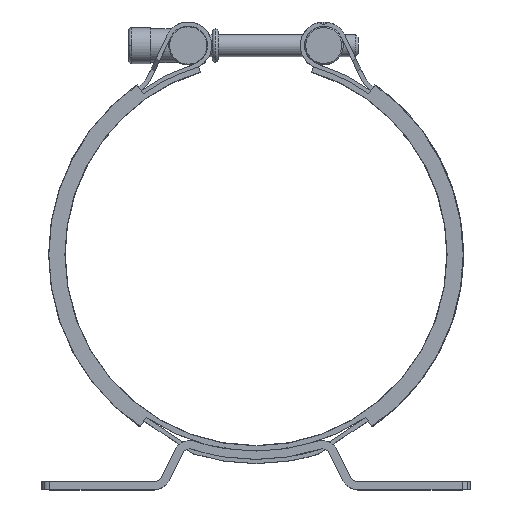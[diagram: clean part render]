
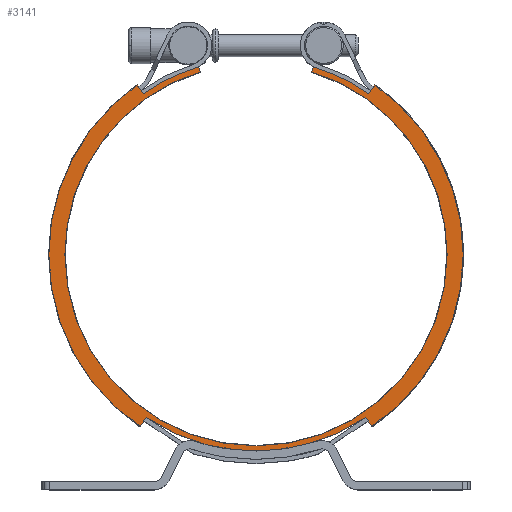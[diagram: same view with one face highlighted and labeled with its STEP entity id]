
A CAD part, top view. The second image highlights one B-rep face of the part: STEP entity #3141.
In plain terms, the highlighted planar face has unit normal (0, 0, 1).
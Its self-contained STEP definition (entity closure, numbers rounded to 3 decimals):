
#1443=CARTESIAN_POINT('',(513.554,322.681,42.08));
#1444=VERTEX_POINT('',#1443);
#1451=CARTESIAN_POINT('',(533.52,332.419,42.08));
#1452=VERTEX_POINT('',#1451);
#1453=CARTESIAN_POINT('',(554.278,264.521,42.08));
#1454=DIRECTION('',(0.0,0.0,1.));
#1455=DIRECTION('',(-0.438,0.899,0.0));
#1456=AXIS2_PLACEMENT_3D('',#1453,#1454,#1455);
#1457=CIRCLE('',#1456,71.);
#1458=EDGE_CURVE('',#1452,#1444,#1457,.T.);
#1536=CARTESIAN_POINT('',(575.036,332.419,42.08));
#1537=VERTEX_POINT('',#1536);
#1544=CARTESIAN_POINT('',(595.002,322.681,42.08));
#1545=VERTEX_POINT('',#1544);
#1546=CARTESIAN_POINT('',(554.278,264.521,42.08));
#1547=DIRECTION('',(0.0,0.0,-1.));
#1548=DIRECTION('',(0.438,0.899,0.0));
#1549=AXIS2_PLACEMENT_3D('',#1546,#1547,#1548);
#1550=CIRCLE('',#1549,71.);
#1551=EDGE_CURVE('',#1537,#1545,#1550,.T.);
#1660=CARTESIAN_POINT('',(623.378,264.521,42.08));
#1661=VERTEX_POINT('',#1660);
#1671=CARTESIAN_POINT('',(574.481,330.602,42.08));
#1672=VERTEX_POINT('',#1671);
#1673=CARTESIAN_POINT('',(554.278,264.521,42.08));
#1674=DIRECTION('',(0.0,0.0,-1.0));
#1675=DIRECTION('',(1.0,0.0,0.0));
#1676=AXIS2_PLACEMENT_3D('',#1673,#1674,#1675);
#1677=CIRCLE('',#1676,69.1);
#1678=EDGE_CURVE('',#1672,#1661,#1677,.T.);
#1706=CARTESIAN_POINT('',(485.178,264.521,42.08));
#1707=VERTEX_POINT('',#1706);
#1724=CARTESIAN_POINT('',(534.075,330.602,42.08));
#1725=VERTEX_POINT('',#1724);
#1733=CARTESIAN_POINT('',(554.278,264.521,42.08));
#1734=DIRECTION('',(0.0,0.0,-1.0));
#1735=DIRECTION('',(1.0,0.0,0.0));
#1736=AXIS2_PLACEMENT_3D('',#1733,#1734,#1735);
#1737=CIRCLE('',#1736,69.1);
#1738=EDGE_CURVE('',#1707,#1725,#1737,.T.);
#1963=CARTESIAN_POINT('',(479.378,264.521,42.08));
#1964=VERTEX_POINT('',#1963);
#1972=CARTESIAN_POINT('',(511.317,325.876,42.08));
#1973=VERTEX_POINT('',#1972);
#1974=CARTESIAN_POINT('',(554.278,264.521,42.08));
#1975=DIRECTION('',(0.0,0.0,-1.0));
#1976=DIRECTION('',(1.0,0.0,0.0));
#1977=AXIS2_PLACEMENT_3D('',#1974,#1975,#1976);
#1978=CIRCLE('',#1977,74.9);
#1979=EDGE_CURVE('',#1964,#1973,#1978,.T.);
#2319=CARTESIAN_POINT('',(629.178,264.521,42.08));
#2320=VERTEX_POINT('',#2319);
#2328=CARTESIAN_POINT('',(596.162,202.426,42.08));
#2329=VERTEX_POINT('',#2328);
#2330=CARTESIAN_POINT('',(554.278,264.521,42.08));
#2331=DIRECTION('',(0.0,0.0,1.0));
#2332=DIRECTION('',(-1.0,0.0,0.0));
#2333=AXIS2_PLACEMENT_3D('',#2330,#2331,#2332);
#2334=CIRCLE('',#2333,74.9);
#2335=EDGE_CURVE('',#2329,#2320,#2334,.T.);
#2401=CARTESIAN_POINT('',(593.981,205.66,42.08));
#2402=VERTEX_POINT('',#2401);
#2403=CARTESIAN_POINT('',(596.162,202.426,42.08));
#2404=DIRECTION('',(-0.559,0.829,0.0));
#2405=VECTOR('',#2404,3.9);
#2406=LINE('',#2403,#2405);
#2407=EDGE_CURVE('',#2329,#2402,#2406,.T.);
#2496=CARTESIAN_POINT('',(597.239,325.876,42.08));
#2497=VERTEX_POINT('',#2496);
#2498=CARTESIAN_POINT('',(595.002,322.681,42.08));
#2499=DIRECTION('',(0.574,0.819,0.0));
#2500=VECTOR('',#2499,3.9);
#2501=LINE('',#2498,#2500);
#2502=EDGE_CURVE('',#1545,#2497,#2501,.T.);
#2570=CARTESIAN_POINT('',(554.278,264.521,42.08));
#2571=DIRECTION('',(0.0,0.0,1.0));
#2572=DIRECTION('',(-1.0,0.0,0.0));
#2573=AXIS2_PLACEMENT_3D('',#2570,#2571,#2572);
#2574=CIRCLE('',#2573,74.9);
#2575=EDGE_CURVE('',#2320,#2497,#2574,.T.);
#2878=CARTESIAN_POINT('',(574.481,330.602,42.08));
#2879=DIRECTION('',(0.292,0.956,0.0));
#2880=VECTOR('',#2879,1.9);
#2881=LINE('',#2878,#2880);
#2882=EDGE_CURVE('',#1672,#1537,#2881,.T.);
#2948=CARTESIAN_POINT('',(512.395,202.426,42.08));
#2949=VERTEX_POINT('',#2948);
#2950=CARTESIAN_POINT('',(514.575,205.66,42.08));
#2951=VERTEX_POINT('',#2950);
#2952=CARTESIAN_POINT('',(512.395,202.426,42.08));
#2953=DIRECTION('',(0.559,0.829,0.0));
#2954=VECTOR('',#2953,3.9);
#2955=LINE('',#2952,#2954);
#2956=EDGE_CURVE('',#2949,#2951,#2955,.T.);
#3043=CARTESIAN_POINT('',(513.554,322.681,42.08));
#3044=DIRECTION('',(-0.574,0.819,0.0));
#3045=VECTOR('',#3044,3.9);
#3046=LINE('',#3043,#3045);
#3047=EDGE_CURVE('',#1444,#1973,#3046,.T.);
#3091=CARTESIAN_POINT('',(554.278,264.521,42.08));
#3092=DIRECTION('',(0.0,0.0,-1.0));
#3093=DIRECTION('',(1.0,0.0,0.0));
#3094=AXIS2_PLACEMENT_3D('',#3091,#3092,#3093);
#3095=CIRCLE('',#3094,74.9);
#3096=EDGE_CURVE('',#2949,#1964,#3095,.T.);
#3101=CARTESIAN_POINT('',(554.278,192.521,42.08));
#3102=DIRECTION('',(0.0,0.0,1.0));
#3103=DIRECTION('',(1.0,0.0,0.0));
#3104=AXIS2_PLACEMENT_3D('',#3101,#3102,#3103);
#3105=PLANE('',#3104);
#3106=ORIENTED_EDGE('',*,*,#2956,.T.);
#3107=CARTESIAN_POINT('',(554.278,264.521,42.08));
#3108=DIRECTION('',(0.0,0.0,-1.));
#3109=DIRECTION('',(0.292,-0.956,0.0));
#3110=AXIS2_PLACEMENT_3D('',#3107,#3108,#3109);
#3111=CIRCLE('',#3110,71.);
#3112=EDGE_CURVE('',#2402,#2951,#3111,.T.);
#3113=ORIENTED_EDGE('',*,*,#3112,.F.);
#3114=ORIENTED_EDGE('',*,*,#2407,.F.);
#3115=ORIENTED_EDGE('',*,*,#2335,.T.);
#3116=ORIENTED_EDGE('',*,*,#2575,.T.);
#3117=ORIENTED_EDGE('',*,*,#2502,.F.);
#3118=ORIENTED_EDGE('',*,*,#1551,.F.);
#3119=ORIENTED_EDGE('',*,*,#2882,.F.);
#3120=ORIENTED_EDGE('',*,*,#1678,.T.);
#3121=CARTESIAN_POINT('',(554.278,264.521,42.08));
#3122=DIRECTION('',(0.0,0.0,-1.0));
#3123=DIRECTION('',(1.0,0.0,0.0));
#3124=AXIS2_PLACEMENT_3D('',#3121,#3122,#3123);
#3125=CIRCLE('',#3124,69.1);
#3126=EDGE_CURVE('',#1661,#1707,#3125,.T.);
#3127=ORIENTED_EDGE('',*,*,#3126,.T.);
#3128=ORIENTED_EDGE('',*,*,#1738,.T.);
#3129=CARTESIAN_POINT('',(534.075,330.602,42.08));
#3130=DIRECTION('',(-0.292,0.956,0.0));
#3131=VECTOR('',#3130,1.9);
#3132=LINE('',#3129,#3131);
#3133=EDGE_CURVE('',#1725,#1452,#3132,.T.);
#3134=ORIENTED_EDGE('',*,*,#3133,.T.);
#3135=ORIENTED_EDGE('',*,*,#1458,.T.);
#3136=ORIENTED_EDGE('',*,*,#3047,.T.);
#3137=ORIENTED_EDGE('',*,*,#1979,.F.);
#3138=ORIENTED_EDGE('',*,*,#3096,.F.);
#3139=EDGE_LOOP('',(#3106,#3113,#3114,#3115,#3116,#3117,#3118,#3119,#3120,#3127,#3128,#3134,#3135,#3136,#3137,#3138));
#3140=FACE_OUTER_BOUND('',#3139,.T.);
#3141=ADVANCED_FACE('',(#3140),#3105,.T.);
